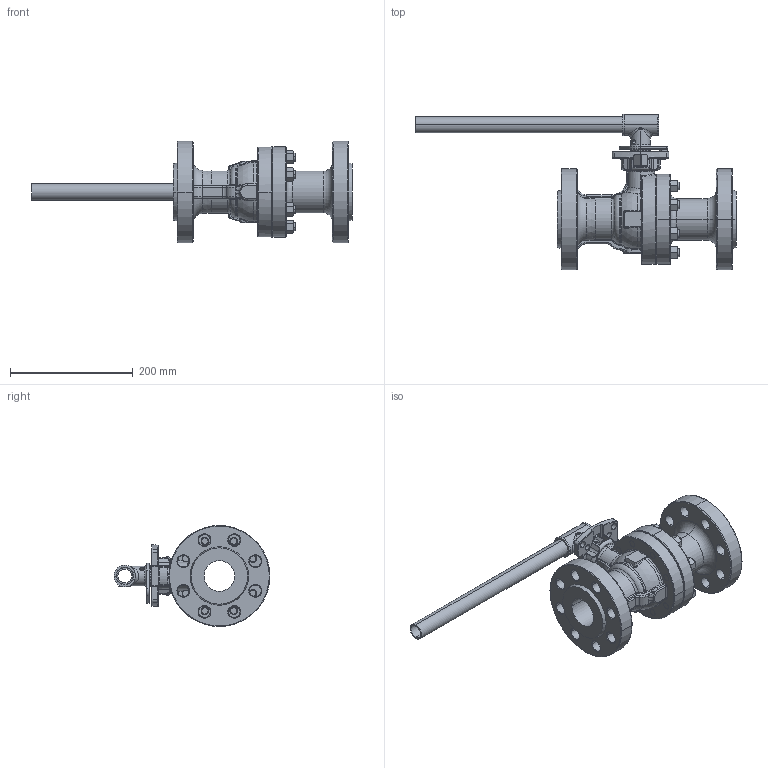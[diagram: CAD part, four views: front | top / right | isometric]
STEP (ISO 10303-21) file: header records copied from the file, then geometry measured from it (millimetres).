
FILE_DESCRIPTION (( 'STEP AP214' ), '1' );
FILE_NAME ('FD9-F6-0200-CXX.step', '2019-11-11T14:24:44', ( '' ), ( '' ), 'SwSTEP 2.0', 'SolidWorks 2019', '' );
FILE_SCHEMA (( 'AUTOMOTIVE_DESIGN' ));
Length unit declared in the file: inch
Products named in the file (2): FD9-F6-0200-CXX
Bounding box: 523.1 x 254.35 x 165.1 mm (x, y, z)
Surface area: 389742 mm2 (no closed solid volume)
Topology: 0 solids, 33 shells, 748 faces, 2048 edges, 1299 vertices
Faces by surface type: cylinder 238, plane 187, cone 138, torus 108, bspline 65, sphere 12
Entity records: 43211 total; most frequent: CARTESIAN_POINT 15083, DIRECTION 3901, ORIENTED_EDGE 3680, EDGE_CURVE 2029, AXIS2_PLACEMENT_3D 1640, VERTEX_POINT 1297, CIRCLE 955, EDGE_LOOP 862
